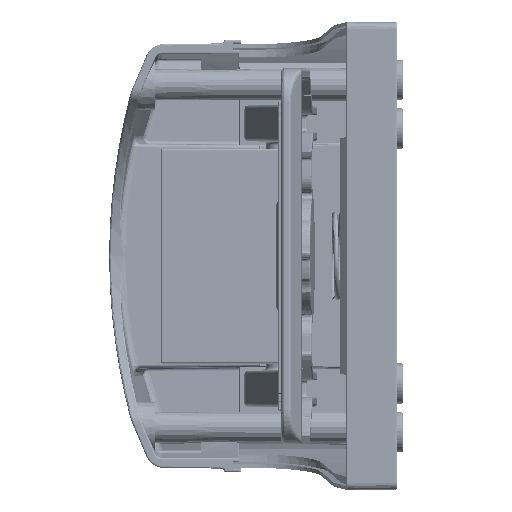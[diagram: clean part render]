
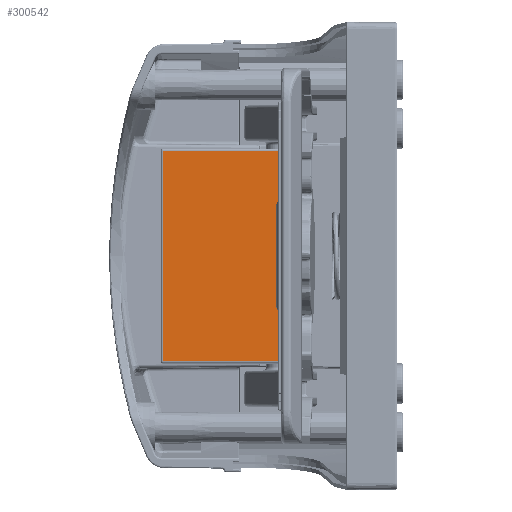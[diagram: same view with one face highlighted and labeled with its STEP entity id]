
A CAD part, left-side view. The second image highlights one B-rep face of the part: STEP entity #300542.
In plain terms, the highlighted planar face has unit normal (-1, -0.009, 0).
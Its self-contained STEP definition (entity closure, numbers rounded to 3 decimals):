
#23092 = LINE ( 'NONE', #80154, #56280 ) ;
#41635 = AXIS2_PLACEMENT_3D ( 'NONE', #204364, #229404, #41744 ) ;
#41744 = DIRECTION ( 'NONE',  ( -0.009, 1., 0. ) ) ;
#51922 = ORIENTED_EDGE ( 'NONE', *, *, #251517, .T. ) ;
#53332 = LINE ( 'NONE', #160129, #126856 ) ;
#56280 = VECTOR ( 'NONE', #198735, 1000. ) ;
#64756 = DIRECTION ( 'NONE',  ( 0., 0., 1. ) ) ;
#69488 = EDGE_CURVE ( 'NONE', #189546, #229717, #173590, .T. ) ;
#80154 = CARTESIAN_POINT ( 'NONE',  ( 125.818, 150.925, 173.164 ) ) ;
#84711 = ORIENTED_EDGE ( 'NONE', *, *, #254727, .T. ) ;
#85598 = CARTESIAN_POINT ( 'NONE',  ( 126.164, 111.19, 173.164 ) ) ;
#110758 = VECTOR ( 'NONE', #113384, 1000. ) ;
#113384 = DIRECTION ( 'NONE',  ( 0.009, -1., 0. ) ) ;
#126856 = VECTOR ( 'NONE', #183871, 1000. ) ;
#137880 = CARTESIAN_POINT ( 'NONE',  ( 126.164, 111.19, 173.743 ) ) ;
#142597 = ORIENTED_EDGE ( 'NONE', *, *, #157790, .T. ) ;
#156460 = VERTEX_POINT ( 'NONE', #284209 ) ;
#157790 = EDGE_CURVE ( 'NONE', #279358, #156460, #23092, .T. ) ;
#160129 = CARTESIAN_POINT ( 'NONE',  ( 125.823, 150.346, 109.918 ) ) ;
#173590 = LINE ( 'NONE', #254696, #110758 ) ;
#183871 = DIRECTION ( 'NONE',  ( 0., 0., -1. ) ) ;
#189546 = VERTEX_POINT ( 'NONE', #278661 ) ;
#189558 = EDGE_LOOP ( 'NONE', ( #142597, #84711, #195459, #51922 ) ) ;
#195459 = ORIENTED_EDGE ( 'NONE', *, *, #69488, .T. ) ;
#198735 = DIRECTION ( 'NONE',  ( -0.009, 1., 0. ) ) ;
#202227 = LINE ( 'NONE', #137880, #253873 ) ;
#204364 = CARTESIAN_POINT ( 'NONE',  ( 125.551, 181.52, 166.822 ) ) ;
#204691 = CARTESIAN_POINT ( 'NONE',  ( 126.164, 111.19, 110.497 ) ) ;
#229404 = DIRECTION ( 'NONE',  ( -1., -0.009, 0. ) ) ;
#229717 = VERTEX_POINT ( 'NONE', #204691 ) ;
#251517 = EDGE_CURVE ( 'NONE', #229717, #279358, #202227, .T. ) ;
#253873 = VECTOR ( 'NONE', #64756, 1000. ) ;
#254696 = CARTESIAN_POINT ( 'NONE',  ( 126.17, 110.61, 110.497 ) ) ;
#254727 = EDGE_CURVE ( 'NONE', #156460, #189546, #53332, .T. ) ;
#263423 = FACE_OUTER_BOUND ( 'NONE', #189558, .T. ) ;
#278661 = CARTESIAN_POINT ( 'NONE',  ( 125.823, 150.346, 110.497 ) ) ;
#279358 = VERTEX_POINT ( 'NONE', #85598 ) ;
#284209 = CARTESIAN_POINT ( 'NONE',  ( 125.823, 150.346, 173.164 ) ) ;
#300542 = ADVANCED_FACE ( 'NONE', ( #263423 ), #302224, .T. ) ;
#302224 = PLANE ( 'NONE',  #41635 ) ;
